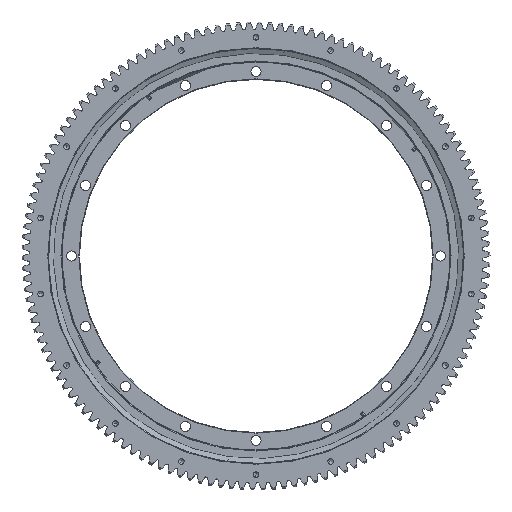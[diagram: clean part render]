
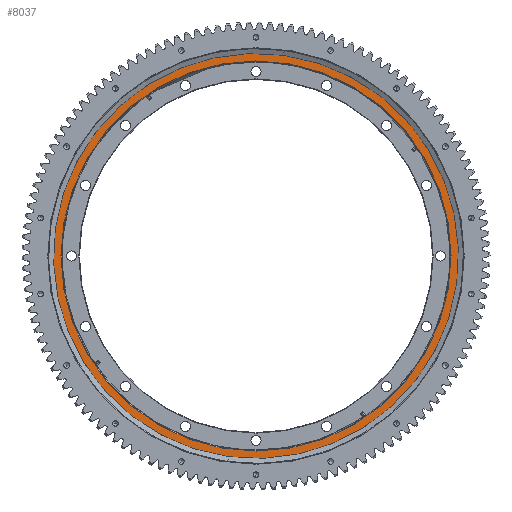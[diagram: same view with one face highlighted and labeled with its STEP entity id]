
A CAD part, front view. The second image highlights one B-rep face of the part: STEP entity #8037.
In plain terms, the highlighted planar face has unit normal (0, -1, 0).
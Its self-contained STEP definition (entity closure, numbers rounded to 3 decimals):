
#702 = VERTEX_POINT ( 'NONE', #30214 ) ;
#4172 = DIRECTION ( 'NONE',  ( 0., 1., 0. ) ) ;
#6954 = CARTESIAN_POINT ( 'NONE',  ( 370.25, -16.5, 0. ) ) ;
#6967 = ORIENTED_EDGE ( 'NONE', *, *, #72519, .T. ) ;
#8037 = ADVANCED_FACE ( 'NONE', ( #54533, #80300 ), #41002, .T. ) ;
#8984 = DIRECTION ( 'NONE',  ( -1., 0., 0. ) ) ;
#11019 = CARTESIAN_POINT ( 'NONE',  ( 0., -16.5, 371.25 ) ) ;
#12085 = EDGE_LOOP ( 'NONE', ( #28243, #6967 ) ) ;
#12750 = EDGE_CURVE ( 'NONE', #31493, #69968, #46575, .T. ) ;
#17063 = DIRECTION ( 'NONE',  ( 0., -1., 0. ) ) ;
#17911 = DIRECTION ( 'NONE',  ( 0., -1., 0. ) ) ;
#19066 = AXIS2_PLACEMENT_3D ( 'NONE', #69072, #56416, #8984 ) ;
#28243 = ORIENTED_EDGE ( 'NONE', *, *, #42198, .T. ) ;
#30214 = CARTESIAN_POINT ( 'NONE',  ( 350., -16.5, 0. ) ) ;
#31493 = VERTEX_POINT ( 'NONE', #6954 ) ;
#34986 = DIRECTION ( 'NONE',  ( 0., 1., 0. ) ) ;
#37662 = DIRECTION ( 'NONE',  ( 1., 0., 0. ) ) ;
#39239 = EDGE_LOOP ( 'NONE', ( #53866, #57430 ) ) ;
#39476 = AXIS2_PLACEMENT_3D ( 'NONE', #11019, #17063, #37662 ) ;
#41002 = PLANE ( 'NONE',  #39476 ) ;
#42198 = EDGE_CURVE ( 'NONE', #702, #83079, #76358, .T. ) ;
#45139 = CARTESIAN_POINT ( 'NONE',  ( 0., -16.5, 0. ) ) ;
#45268 = CARTESIAN_POINT ( 'NONE',  ( -370.25, -16.5, 0. ) ) ;
#46575 = CIRCLE ( 'NONE', #54053, 370.25 ) ;
#47920 = AXIS2_PLACEMENT_3D ( 'NONE', #74135, #34986, #74687 ) ;
#48754 = CIRCLE ( 'NONE', #19066, 370.25 ) ;
#53866 = ORIENTED_EDGE ( 'NONE', *, *, #75755, .T. ) ;
#54053 = AXIS2_PLACEMENT_3D ( 'NONE', #45139, #17911, #84543 ) ;
#54533 = FACE_BOUND ( 'NONE', #12085, .T. ) ;
#56416 = DIRECTION ( 'NONE',  ( 0., -1., 0. ) ) ;
#57430 = ORIENTED_EDGE ( 'NONE', *, *, #12750, .T. ) ;
#61913 = CARTESIAN_POINT ( 'NONE',  ( -350., -16.5, 0. ) ) ;
#63131 = DIRECTION ( 'NONE',  ( 1., 0., 0. ) ) ;
#69072 = CARTESIAN_POINT ( 'NONE',  ( 0., -16.5, 0. ) ) ;
#69464 = CARTESIAN_POINT ( 'NONE',  ( 0., -16.5, 0. ) ) ;
#69968 = VERTEX_POINT ( 'NONE', #45268 ) ;
#72519 = EDGE_CURVE ( 'NONE', #83079, #702, #80304, .T. ) ;
#74135 = CARTESIAN_POINT ( 'NONE',  ( 0., -16.5, 0. ) ) ;
#74687 = DIRECTION ( 'NONE',  ( 1., 0., 0. ) ) ;
#75755 = EDGE_CURVE ( 'NONE', #69968, #31493, #48754, .T. ) ;
#76358 = CIRCLE ( 'NONE', #47920, 350. ) ;
#76960 = AXIS2_PLACEMENT_3D ( 'NONE', #69464, #4172, #63131 ) ;
#80300 = FACE_OUTER_BOUND ( 'NONE', #39239, .T. ) ;
#80304 = CIRCLE ( 'NONE', #76960, 350. ) ;
#83079 = VERTEX_POINT ( 'NONE', #61913 ) ;
#84543 = DIRECTION ( 'NONE',  ( -1., 0., 0. ) ) ;
